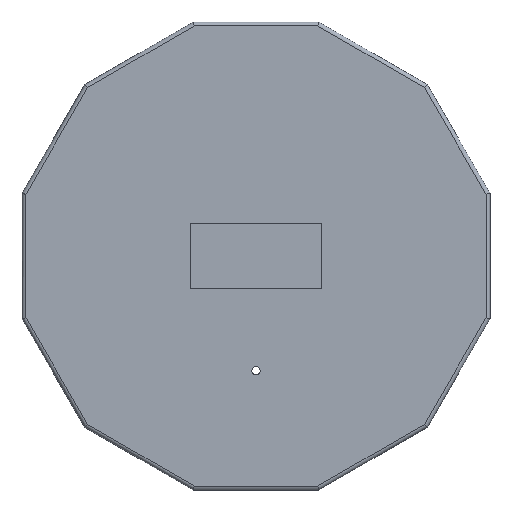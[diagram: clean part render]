
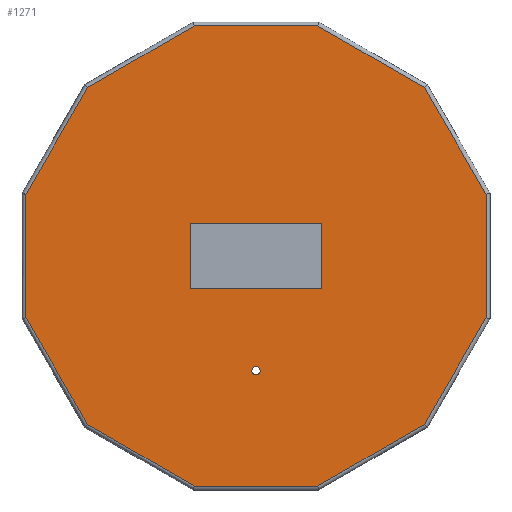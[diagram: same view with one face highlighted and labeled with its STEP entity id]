
A CAD part, front view. The second image highlights one B-rep face of the part: STEP entity #1271.
In plain terms, the highlighted planar face has unit normal (0, -1, 0).
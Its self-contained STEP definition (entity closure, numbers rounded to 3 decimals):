
#16=FACE_BOUND('',#205,.T.);
#17=FACE_BOUND('',#206,.T.);
#36=PLANE('',#1393);
#130=FACE_OUTER_BOUND('',#204,.T.);
#204=EDGE_LOOP('',(#1008,#1009,#1010,#1011,#1012,#1013,#1014,#1015,#1016,
#1017,#1018,#1019));
#205=EDGE_LOOP('',(#1020));
#206=EDGE_LOOP('',(#1021,#1022,#1023,#1024));
#302=LINE('',#1930,#450);
#303=LINE('',#1935,#451);
#304=LINE('',#1939,#452);
#305=LINE('',#1943,#453);
#307=LINE('',#1949,#455);
#309=LINE('',#1955,#457);
#311=LINE('',#1961,#459);
#313=LINE('',#1967,#461);
#315=LINE('',#1973,#463);
#316=LINE('',#1977,#464);
#318=LINE('',#1982,#466);
#319=LINE('',#1985,#467);
#323=LINE('',#1995,#471);
#324=LINE('',#1997,#472);
#325=LINE('',#1999,#473);
#326=LINE('',#2000,#474);
#450=VECTOR('',#1559,10.);
#451=VECTOR('',#1566,10.);
#452=VECTOR('',#1571,10.);
#453=VECTOR('',#1576,10.);
#455=VECTOR('',#1582,10.);
#457=VECTOR('',#1588,10.);
#459=VECTOR('',#1594,10.);
#461=VECTOR('',#1600,10.);
#463=VECTOR('',#1606,10.);
#464=VECTOR('',#1611,10.);
#466=VECTOR('',#1617,10.);
#467=VECTOR('',#1622,10.);
#471=VECTOR('',#1634,10.);
#472=VECTOR('',#1635,10.);
#473=VECTOR('',#1636,10.);
#474=VECTOR('',#1637,10.);
#548=CIRCLE('',#1333,1.25);
#556=VERTEX_POINT('',#1799);
#601=VERTEX_POINT('',#1928);
#602=VERTEX_POINT('',#1929);
#603=VERTEX_POINT('',#1934);
#604=VERTEX_POINT('',#1938);
#605=VERTEX_POINT('',#1942);
#607=VERTEX_POINT('',#1948);
#609=VERTEX_POINT('',#1954);
#611=VERTEX_POINT('',#1960);
#613=VERTEX_POINT('',#1966);
#615=VERTEX_POINT('',#1972);
#616=VERTEX_POINT('',#1976);
#617=VERTEX_POINT('',#1981);
#618=VERTEX_POINT('',#1993);
#619=VERTEX_POINT('',#1994);
#620=VERTEX_POINT('',#1996);
#621=VERTEX_POINT('',#1998);
#668=EDGE_CURVE('',#556,#556,#548,.T.);
#732=EDGE_CURVE('',#601,#602,#302,.T.);
#735=EDGE_CURVE('',#602,#603,#303,.T.);
#737=EDGE_CURVE('',#603,#604,#304,.T.);
#739=EDGE_CURVE('',#604,#605,#305,.T.);
#742=EDGE_CURVE('',#605,#607,#307,.T.);
#745=EDGE_CURVE('',#607,#609,#309,.T.);
#748=EDGE_CURVE('',#609,#611,#311,.T.);
#751=EDGE_CURVE('',#611,#613,#313,.T.);
#754=EDGE_CURVE('',#613,#615,#315,.T.);
#756=EDGE_CURVE('',#616,#601,#316,.T.);
#759=EDGE_CURVE('',#615,#617,#318,.T.);
#761=EDGE_CURVE('',#617,#616,#319,.T.);
#765=EDGE_CURVE('',#618,#619,#323,.T.);
#766=EDGE_CURVE('',#619,#620,#324,.T.);
#767=EDGE_CURVE('',#620,#621,#325,.T.);
#768=EDGE_CURVE('',#621,#618,#326,.T.);
#1008=ORIENTED_EDGE('',*,*,#732,.F.);
#1009=ORIENTED_EDGE('',*,*,#756,.F.);
#1010=ORIENTED_EDGE('',*,*,#761,.F.);
#1011=ORIENTED_EDGE('',*,*,#759,.F.);
#1012=ORIENTED_EDGE('',*,*,#754,.F.);
#1013=ORIENTED_EDGE('',*,*,#751,.F.);
#1014=ORIENTED_EDGE('',*,*,#748,.F.);
#1015=ORIENTED_EDGE('',*,*,#745,.F.);
#1016=ORIENTED_EDGE('',*,*,#742,.F.);
#1017=ORIENTED_EDGE('',*,*,#739,.F.);
#1018=ORIENTED_EDGE('',*,*,#737,.F.);
#1019=ORIENTED_EDGE('',*,*,#735,.F.);
#1020=ORIENTED_EDGE('',*,*,#668,.T.);
#1021=ORIENTED_EDGE('',*,*,#765,.T.);
#1022=ORIENTED_EDGE('',*,*,#766,.T.);
#1023=ORIENTED_EDGE('',*,*,#767,.T.);
#1024=ORIENTED_EDGE('',*,*,#768,.T.);
#1271=ADVANCED_FACE('',(#130,#16,#17),#36,.F.);
#1333=AXIS2_PLACEMENT_3D('',#1800,#1441,#1442);
#1393=AXIS2_PLACEMENT_3D('',#1992,#1632,#1633);
#1441=DIRECTION('center_axis',(0.,1.,0.));
#1442=DIRECTION('ref_axis',(1.,0.,0.));
#1559=DIRECTION('',(0.5,0.,0.866));
#1566=DIRECTION('',(0.866,0.,0.5));
#1571=DIRECTION('',(1.,0.,0.));
#1576=DIRECTION('',(0.866,0.,-0.5));
#1582=DIRECTION('',(0.5,0.,-0.866));
#1588=DIRECTION('',(0.,0.,-1.));
#1594=DIRECTION('',(-0.5,0.,-0.866));
#1600=DIRECTION('',(-0.866,0.,-0.5));
#1606=DIRECTION('',(-1.,0.,0.));
#1611=DIRECTION('',(0.,0.,1.));
#1617=DIRECTION('',(-0.866,0.,0.5));
#1622=DIRECTION('',(-0.5,0.,0.866));
#1632=DIRECTION('center_axis',(0.,1.,0.));
#1633=DIRECTION('ref_axis',(0.,0.,1.));
#1634=DIRECTION('',(-1.,0.,0.));
#1635=DIRECTION('',(0.,0.,1.));
#1636=DIRECTION('',(1.,0.,0.));
#1637=DIRECTION('',(0.,0.,-1.));
#1799=CARTESIAN_POINT('',(-1.25,0.,-35.));
#1800=CARTESIAN_POINT('Origin',(0.,0.,-35.));
#1928=CARTESIAN_POINT('',(-70.15,0.,18.797));
#1929=CARTESIAN_POINT('',(-51.353,0.,51.353));
#1930=CARTESIAN_POINT('',(-65.531,0.,26.797));
#1934=CARTESIAN_POINT('',(-18.797,0.,70.15));
#1935=CARTESIAN_POINT('',(-43.353,0.,55.972));
#1938=CARTESIAN_POINT('',(18.797,0.,70.15));
#1939=CARTESIAN_POINT('',(-9.559,0.,70.15));
#1942=CARTESIAN_POINT('',(51.353,0.,51.353));
#1943=CARTESIAN_POINT('',(26.797,0.,65.531));
#1948=CARTESIAN_POINT('',(70.15,0.,18.797));
#1949=CARTESIAN_POINT('',(55.972,0.,43.353));
#1954=CARTESIAN_POINT('',(70.15,0.,-18.797));
#1955=CARTESIAN_POINT('',(70.15,0.,9.559));
#1960=CARTESIAN_POINT('',(51.353,0.,-51.353));
#1961=CARTESIAN_POINT('',(65.531,0.,-26.797));
#1966=CARTESIAN_POINT('',(18.797,0.,-70.15));
#1967=CARTESIAN_POINT('',(43.353,0.,-55.972));
#1972=CARTESIAN_POINT('',(-18.797,0.,-70.15));
#1973=CARTESIAN_POINT('',(9.559,0.,-70.15));
#1976=CARTESIAN_POINT('',(-70.15,0.,-18.797));
#1977=CARTESIAN_POINT('',(-70.15,0.,-9.559));
#1981=CARTESIAN_POINT('',(-51.353,0.,-51.353));
#1982=CARTESIAN_POINT('',(-26.797,0.,-65.531));
#1985=CARTESIAN_POINT('',(-55.972,0.,-43.353));
#1992=CARTESIAN_POINT('Origin',(0.,0.,0.));
#1993=CARTESIAN_POINT('',(20.,0.,-10.));
#1994=CARTESIAN_POINT('',(-20.,0.,-10.));
#1995=CARTESIAN_POINT('',(-10.,0.,-10.));
#1996=CARTESIAN_POINT('',(-20.,0.,10.));
#1997=CARTESIAN_POINT('',(-20.,0.,5.));
#1998=CARTESIAN_POINT('',(20.,0.,10.));
#1999=CARTESIAN_POINT('',(10.,0.,10.));
#2000=CARTESIAN_POINT('',(20.,0.,-5.));
